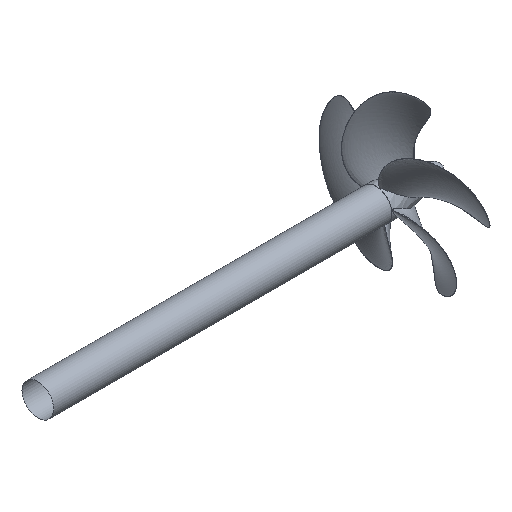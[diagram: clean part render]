
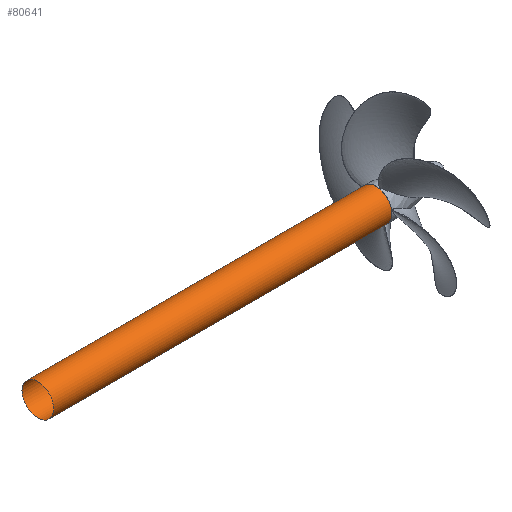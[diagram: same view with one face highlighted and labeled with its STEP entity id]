
A CAD part, isometric view. The second image highlights one B-rep face of the part: STEP entity #80641.
In plain terms, the highlighted free-form (B-spline) face has degree [2, 1] with [9, 2] control points.
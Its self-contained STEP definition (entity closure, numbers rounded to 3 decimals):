
#80641 = ADVANCED_FACE('',(#80642),#80678,.T.);
#80642 = FACE_BOUND('',#80643,.T.);
#80643 = EDGE_LOOP('',(#80644,#80653,#80665,#80666));
#80644 = ORIENTED_EDGE('',*,*,#80645,.F.);
#80645 = EDGE_CURVE('',#80646,#80648,#80650,.T.);
#80646 = VERTEX_POINT('',#80647);
#80647 = CARTESIAN_POINT('',(-34.844,25.214,
    13.774));
#80648 = VERTEX_POINT('',#80649);
#80649 = CARTESIAN_POINT('',(-649.722,25.214,
    13.774));
#80650 = B_SPLINE_CURVE_WITH_KNOTS('',1,(#80651,#80652),.UNSPECIFIED.,
  .F.,.F.,(2,2),(0.,502.929),.PIECEWISE_BEZIER_KNOTS.);
#80651 = CARTESIAN_POINT('',(-34.844,25.214,
    13.774));
#80652 = CARTESIAN_POINT('',(-649.722,25.214,
    13.774));
#80653 = ORIENTED_EDGE('',*,*,#80654,.T.);
#80654 = EDGE_CURVE('',#80646,#80646,#80655,.T.);
#80655 = ( BOUNDED_CURVE() B_SPLINE_CURVE(2,(#80656,#80657,#80658,#80659
    ,#80660,#80661,#80662,#80663,#80664),.UNSPECIFIED.,.T.,.F.) 
B_SPLINE_CURVE_WITH_KNOTS((1,2,2,2,2,2,1),(-236.04,
    -188.832,-141.624,-94.416,-47.208,-0.,
47.208),.UNSPECIFIED.) CURVE() GEOMETRIC_REPRESENTATION_ITEM() 
RATIONAL_B_SPLINE_CURVE((1.,0.707,1.,0.707,1.,
0.707,1.,0.707,1.)) REPRESENTATION_ITEM('') );
#80656 = CARTESIAN_POINT('',(-34.844,25.214,
    13.774));
#80657 = CARTESIAN_POINT('',(-34.844,38.988,
    -11.439));
#80658 = CARTESIAN_POINT('',(-34.844,13.774,
    -25.214));
#80659 = CARTESIAN_POINT('',(-34.844,-11.439,
    -38.988));
#80660 = CARTESIAN_POINT('',(-34.844,-25.214,
    -13.774));
#80661 = CARTESIAN_POINT('',(-34.844,-38.988,
    11.439));
#80662 = CARTESIAN_POINT('',(-34.844,-13.774,
    25.214));
#80663 = CARTESIAN_POINT('',(-34.844,11.439,
    38.988));
#80664 = CARTESIAN_POINT('',(-34.844,25.214,
    13.774));
#80665 = ORIENTED_EDGE('',*,*,#80645,.T.);
#80666 = ORIENTED_EDGE('',*,*,#80667,.F.);
#80667 = EDGE_CURVE('',#80648,#80648,#80668,.T.);
#80668 = ( BOUNDED_CURVE() B_SPLINE_CURVE(2,(#80669,#80670,#80671,#80672
    ,#80673,#80674,#80675,#80676,#80677),.UNSPECIFIED.,.T.,.F.) 
B_SPLINE_CURVE_WITH_KNOTS((1,2,2,2,2,2,1),(-236.04,
    -188.832,-141.624,-94.416,-47.208,-0.,
47.208),.UNSPECIFIED.) CURVE() GEOMETRIC_REPRESENTATION_ITEM() 
RATIONAL_B_SPLINE_CURVE((1.,0.707,1.,0.707,1.,
0.707,1.,0.707,1.)) REPRESENTATION_ITEM('') );
#80669 = CARTESIAN_POINT('',(-649.722,25.214,
    13.774));
#80670 = CARTESIAN_POINT('',(-649.722,38.988,
    -11.439));
#80671 = CARTESIAN_POINT('',(-649.722,13.774,
    -25.214));
#80672 = CARTESIAN_POINT('',(-649.722,-11.439,
    -38.988));
#80673 = CARTESIAN_POINT('',(-649.722,-25.214,
    -13.774));
#80674 = CARTESIAN_POINT('',(-649.722,-38.988,
    11.439));
#80675 = CARTESIAN_POINT('',(-649.722,-13.774,
    25.214));
#80676 = CARTESIAN_POINT('',(-649.722,11.439,
    38.988));
#80677 = CARTESIAN_POINT('',(-649.722,25.214,
    13.774));
#80678 = ( BOUNDED_SURFACE() B_SPLINE_SURFACE(2,1,(
    (#80679,#80680)
    ,(#80681,#80682)
    ,(#80683,#80684)
    ,(#80685,#80686)
    ,(#80687,#80688)
    ,(#80689,#80690)
    ,(#80691,#80692)
    ,(#80693,#80694)
    ,(#80695,#80696
)),.UNSPECIFIED.,.T.,.F.,.F.) B_SPLINE_SURFACE_WITH_KNOTS((1,2,2,2,2,2,1
    ),(2,2),(-236.04,-188.832,-141.624,
    -94.416,-47.208,-0.,47.208),(0.,
502.929),.UNSPECIFIED.) GEOMETRIC_REPRESENTATION_ITEM() 
RATIONAL_B_SPLINE_SURFACE((
    (1.,1.)
    ,(0.707,0.707)
    ,(1.,1.)
    ,(0.707,0.707)
    ,(1.,1.)
    ,(0.707,0.707)
    ,(1.,1.)
    ,(0.707,0.707)
,(1.,1.))) REPRESENTATION_ITEM('') SURFACE() );
#80679 = CARTESIAN_POINT('',(-34.844,25.214,
    13.774));
#80680 = CARTESIAN_POINT('',(-649.722,25.214,
    13.774));
#80681 = CARTESIAN_POINT('',(-34.844,38.988,
    -11.439));
#80682 = CARTESIAN_POINT('',(-649.722,38.988,
    -11.439));
#80683 = CARTESIAN_POINT('',(-34.844,13.774,
    -25.214));
#80684 = CARTESIAN_POINT('',(-649.722,13.774,
    -25.214));
#80685 = CARTESIAN_POINT('',(-34.844,-11.439,
    -38.988));
#80686 = CARTESIAN_POINT('',(-649.722,-11.439,
    -38.988));
#80687 = CARTESIAN_POINT('',(-34.844,-25.214,
    -13.774));
#80688 = CARTESIAN_POINT('',(-649.722,-25.214,
    -13.774));
#80689 = CARTESIAN_POINT('',(-34.844,-38.988,
    11.439));
#80690 = CARTESIAN_POINT('',(-649.722,-38.988,
    11.439));
#80691 = CARTESIAN_POINT('',(-34.844,-13.774,
    25.214));
#80692 = CARTESIAN_POINT('',(-649.722,-13.774,
    25.214));
#80693 = CARTESIAN_POINT('',(-34.844,11.439,
    38.988));
#80694 = CARTESIAN_POINT('',(-649.722,11.439,
    38.988));
#80695 = CARTESIAN_POINT('',(-34.844,25.214,
    13.774));
#80696 = CARTESIAN_POINT('',(-649.722,25.214,
    13.774));
